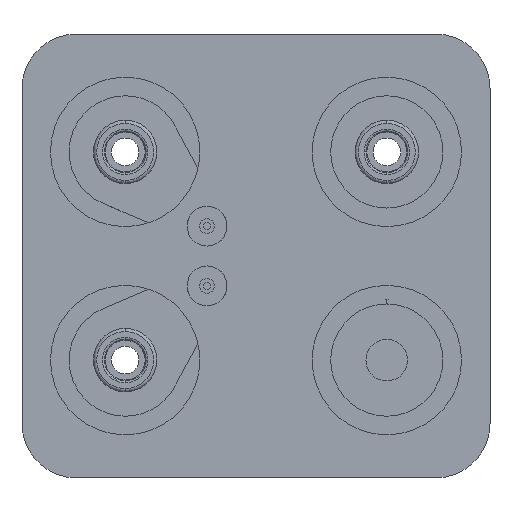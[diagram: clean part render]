
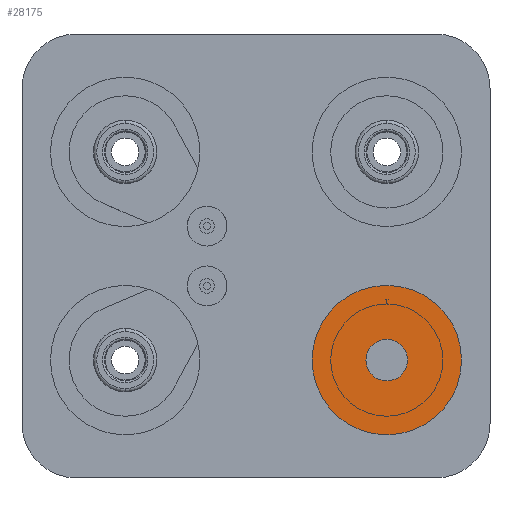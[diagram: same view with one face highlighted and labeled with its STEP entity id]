
A CAD part, left-side view. The second image highlights one B-rep face of the part: STEP entity #28175.
In plain terms, the highlighted planar face has unit normal (-1, 0, 0).
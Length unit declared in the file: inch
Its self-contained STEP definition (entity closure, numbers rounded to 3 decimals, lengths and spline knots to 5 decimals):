
#1073 = DIRECTION ( 'NONE',  ( -1., 0., 0. ) ) ;
#2439 = DIRECTION ( 'NONE',  ( -1., 0., 0. ) ) ;
#2633 = EDGE_LOOP ( 'NONE', ( #27172, #14162 ) ) ;
#3382 = EDGE_CURVE ( 'NONE', #20559, #23771, #6222, .T. ) ;
#3604 = DIRECTION ( 'NONE',  ( -1., 0., 0. ) ) ;
#3619 = CARTESIAN_POINT ( 'NONE',  ( -0.99783, -0.24134, 0.01486 ) ) ;
#3804 = CIRCLE ( 'NONE', #18449, 0.1625 ) ;
#6222 = CIRCLE ( 'NONE', #22439, 0.04528 ) ;
#6364 = VERTEX_POINT ( 'NONE', #14112 ) ;
#6753 = CARTESIAN_POINT ( 'NONE',  ( -0.99783, -0.28661, 0.01486 ) ) ;
#8337 = AXIS2_PLACEMENT_3D ( 'NONE', #6753, #2439, #26600 ) ;
#9538 = EDGE_CURVE ( 'NONE', #6364, #26351, #11551, .T. ) ;
#10680 = EDGE_CURVE ( 'NONE', #23771, #20559, #26096, .T. ) ;
#10868 = FACE_BOUND ( 'NONE', #14485, .T. ) ;
#11074 = CARTESIAN_POINT ( 'NONE',  ( -0.99783, -0.28661, 0.01486 ) ) ;
#11551 = CIRCLE ( 'NONE', #17252, 0.1625 ) ;
#12046 = PLANE ( 'NONE',  #27545 ) ;
#13140 = CARTESIAN_POINT ( 'NONE',  ( -0.99783, -0.28661, -0.14764 ) ) ;
#14112 = CARTESIAN_POINT ( 'NONE',  ( -0.99783, -0.28661, 0.17736 ) ) ;
#14162 = ORIENTED_EDGE ( 'NONE', *, *, #9538, .T. ) ;
#14485 = EDGE_LOOP ( 'NONE', ( #22055, #22275 ) ) ;
#16015 = CARTESIAN_POINT ( 'NONE',  ( -0.99783, -0.28661, 0.01486 ) ) ;
#16653 = EDGE_CURVE ( 'NONE', #26351, #6364, #3804, .T. ) ;
#17252 = AXIS2_PLACEMENT_3D ( 'NONE', #11074, #26270, #21719 ) ;
#18449 = AXIS2_PLACEMENT_3D ( 'NONE', #16015, #1073, #20379 ) ;
#18986 = CARTESIAN_POINT ( 'NONE',  ( -0.99783, -0.28661, 0.01486 ) ) ;
#20379 = DIRECTION ( 'NONE',  ( 0., 0., -1. ) ) ;
#20559 = VERTEX_POINT ( 'NONE', #22288 ) ;
#21719 = DIRECTION ( 'NONE',  ( 0., 0., -1. ) ) ;
#22055 = ORIENTED_EDGE ( 'NONE', *, *, #3382, .F. ) ;
#22275 = ORIENTED_EDGE ( 'NONE', *, *, #10680, .F. ) ;
#22288 = CARTESIAN_POINT ( 'NONE',  ( -0.99783, -0.33189, 0.01486 ) ) ;
#22439 = AXIS2_PLACEMENT_3D ( 'NONE', #18986, #3604, #23460 ) ;
#23460 = DIRECTION ( 'NONE',  ( 0., -1., 0. ) ) ;
#23771 = VERTEX_POINT ( 'NONE', #3619 ) ;
#25155 = CARTESIAN_POINT ( 'NONE',  ( -0.99783, -0.28661, 0.01486 ) ) ;
#26096 = CIRCLE ( 'NONE', #8337, 0.04528 ) ;
#26270 = DIRECTION ( 'NONE',  ( -1., 0., 0. ) ) ;
#26351 = VERTEX_POINT ( 'NONE', #13140 ) ;
#26600 = DIRECTION ( 'NONE',  ( 0., -1., 0. ) ) ;
#26862 = FACE_OUTER_BOUND ( 'NONE', #2633, .T. ) ;
#27132 = DIRECTION ( 'NONE',  ( 1., 0., 0. ) ) ;
#27172 = ORIENTED_EDGE ( 'NONE', *, *, #16653, .T. ) ;
#27421 = DIRECTION ( 'NONE',  ( 0., 0., -1. ) ) ;
#27545 = AXIS2_PLACEMENT_3D ( 'NONE', #25155, #27132, #27421 ) ;
#28175 = ADVANCED_FACE ( 'NONE', ( #10868, #26862 ), #12046, .F. ) ;
